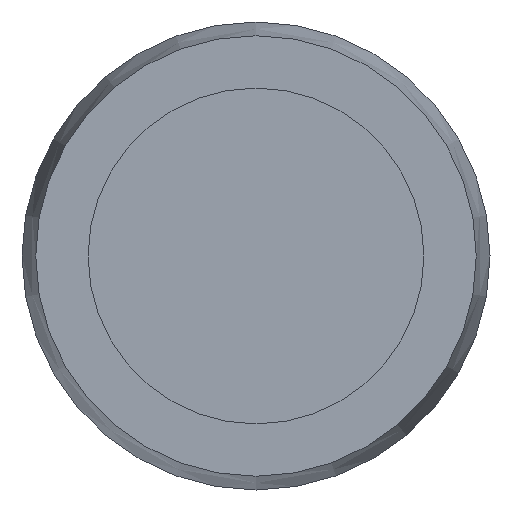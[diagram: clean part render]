
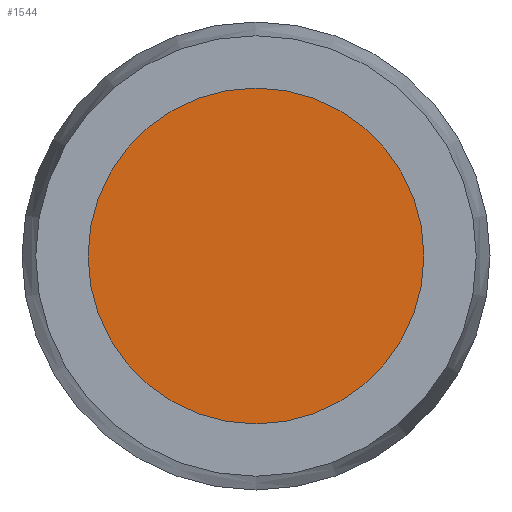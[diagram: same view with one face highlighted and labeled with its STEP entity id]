
A CAD part, front view. The second image highlights one B-rep face of the part: STEP entity #1544.
In plain terms, the highlighted planar face has unit normal (0, -1, 0).
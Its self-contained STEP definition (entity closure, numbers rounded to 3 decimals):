
#224=PLANE('',#5221);
#1099=FACE_OUTER_BOUND('',#2042,.T.);
#1544=ADVANCED_FACE('',(#1099),#224,.T.);
#2042=EDGE_LOOP('',(#3094));
#3094=ORIENTED_EDGE('',*,*,#4446,.T.);
#3844=VERTEX_POINT('',#8190);
#4446=EDGE_CURVE('',#3844,#3844,#4798,.T.);
#4798=CIRCLE('',#5220,6.1);
#5220=AXIS2_PLACEMENT_3D('',#8189,#6321,#6322);
#5221=AXIS2_PLACEMENT_3D('',#8191,#6323,#6324);
#6321=DIRECTION('',(0.,-1.,0.));
#6322=DIRECTION('',(1.,0.,0.));
#6323=DIRECTION('',(0.,-1.,0.));
#6324=DIRECTION('',(0.,0.,1.));
#8189=CARTESIAN_POINT('',(0.,-80.,0.));
#8190=CARTESIAN_POINT('',(6.1,-80.,0.));
#8191=CARTESIAN_POINT('',(0.,-80.,0.));
